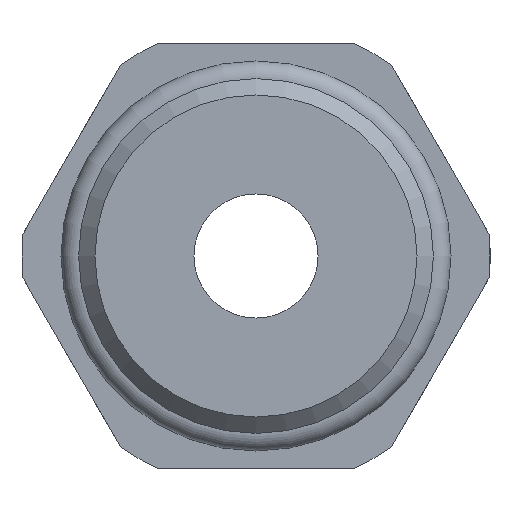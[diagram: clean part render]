
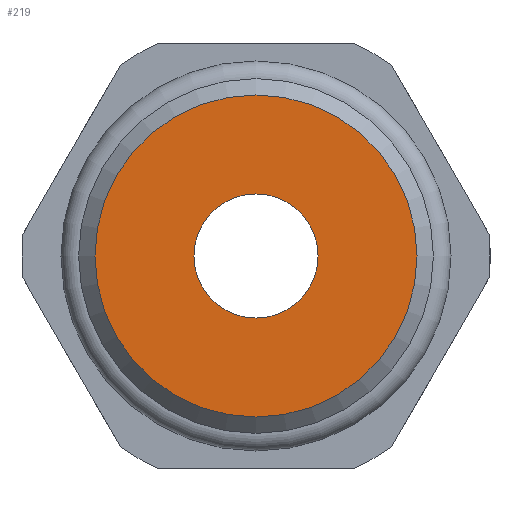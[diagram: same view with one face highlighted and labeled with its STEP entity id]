
A CAD part, left-side view. The second image highlights one B-rep face of the part: STEP entity #219.
In plain terms, the highlighted planar face has unit normal (-1, 0, 0).
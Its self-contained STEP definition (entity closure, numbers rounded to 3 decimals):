
#219 = ADVANCED_FACE( '', ( #477, #478 ), #479, .T. );
#477 = FACE_BOUND( '', #758, .T. );
#478 = FACE_OUTER_BOUND( '', #759, .T. );
#479 = PLANE( '', #760 );
#758 = EDGE_LOOP( '', ( #1342 ) );
#759 = EDGE_LOOP( '', ( #1343 ) );
#760 = AXIS2_PLACEMENT_3D( '', #1344, #1345, #1346 );
#1342 = ORIENTED_EDGE( '', *, *, #1785, .T. );
#1343 = ORIENTED_EDGE( '', *, *, #1628, .F. );
#1344 = CARTESIAN_POINT( '', ( 0., 9.08, 0. ) );
#1345 = DIRECTION( '', ( -1., 0., 0. ) );
#1346 = DIRECTION( '', ( 0., -1., 0. ) );
#1628 = EDGE_CURVE( '', #1954, #1954, #1955, .T. );
#1785 = EDGE_CURVE( '', #2181, #2181, #2182, .T. );
#1954 = VERTEX_POINT( '', #2405 );
#1955 = CIRCLE( '', #2406, 9.08 );
#2181 = VERTEX_POINT( '', #2743 );
#2182 = CIRCLE( '', #2744, 3.5 );
#2405 = CARTESIAN_POINT( '', ( 0., 9.08, 0. ) );
#2406 = AXIS2_PLACEMENT_3D( '', #2913, #2914, #2915 );
#2743 = CARTESIAN_POINT( '', ( 0., 3.5, 0. ) );
#2744 = AXIS2_PLACEMENT_3D( '', #3108, #3109, #3110 );
#2913 = CARTESIAN_POINT( '', ( 0., 0., 0. ) );
#2914 = DIRECTION( '', ( 1., 0., 0. ) );
#2915 = DIRECTION( '', ( 0., 1., 0. ) );
#3108 = CARTESIAN_POINT( '', ( 0., 0., 0. ) );
#3109 = DIRECTION( '', ( 1., 0., 0. ) );
#3110 = DIRECTION( '', ( 0., 1., 0. ) );
